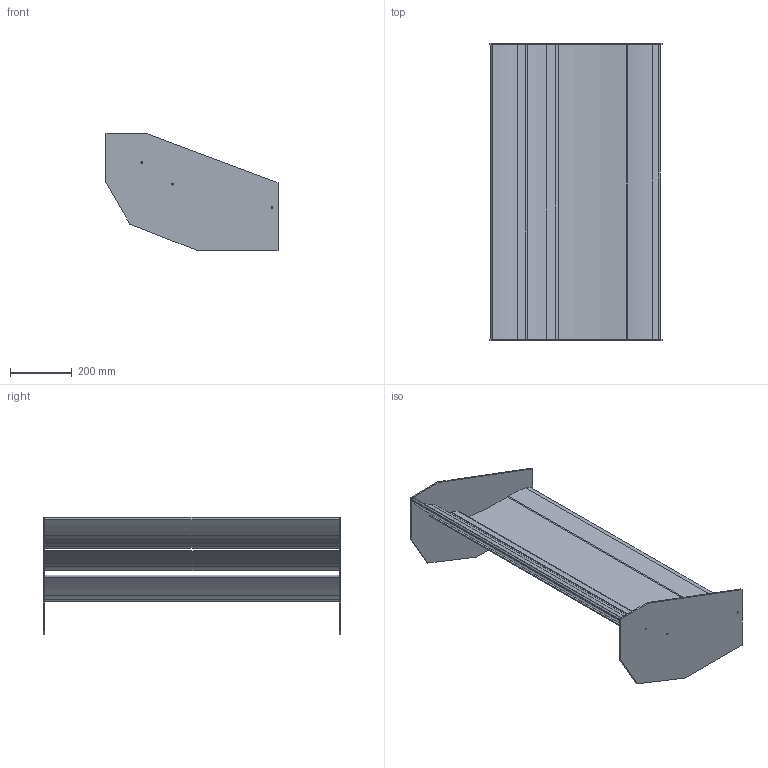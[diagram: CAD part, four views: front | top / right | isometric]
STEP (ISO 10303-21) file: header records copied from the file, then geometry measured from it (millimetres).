
FILE_DESCRIPTION(/* description */ (''),/* implementation_level */ '2;1');
FILE_NAME(/* name */ 'Rr.wing(gurnee)_cradle.stp',/* time_stamp */ '2018-03-12T22:31:17+09:00',/* author */ ('ku_sk'),/* organization */ (''),/* preprocessor_version */ 'ST-DEVELOPER v17',/* originating_system */ 'Autodesk Inventor 2018',/* authorisation */ '');
FILE_SCHEMA (('AUTOMOTIVE_DESIGN { 1 0 10303 214 3 1 1 }'));
Length unit declared in the file: millimetre
Products named in the file (5): Rr.wing_cradle; frap; subflap; subflap(gurnee); endplate
Assembly tree (5 placements, depth 2):
  Rr.wing_cradle
    frap
    subflap
    subflap(gurnee)
    endplate  x2
Bounding box: 555 x 960 x 380 mm (x, y, z)
Volume: 19670767.4 mm3; surface area: 2027253.9 mm2
Topology: 5 solids, 5 shells, 66 faces, 168 edges, 112 vertices
Faces by surface type: cylinder 39, plane 27
Full cylindrical faces by diameter (mm): 5 x6
Entity records: 1873 total; most frequent: DIRECTION 338, CARTESIAN_POINT 294, ORIENTED_EDGE 276, EDGE_CURVE 138, AXIS2_PLACEMENT_3D 136, VERTEX_POINT 92, CIRCLE 72, LINE 66
